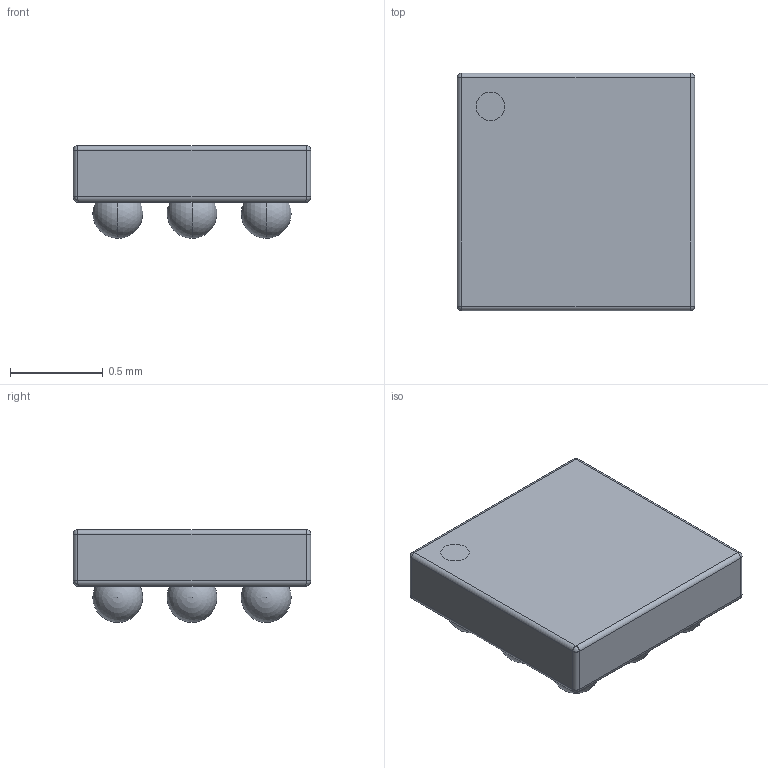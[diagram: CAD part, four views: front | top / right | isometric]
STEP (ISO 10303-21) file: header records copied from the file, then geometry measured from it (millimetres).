
FILE_DESCRIPTION(('CAx-IF Rec.Pracs.---Model Styling and Organization---1.5---2016-08-15','CAx-IF Rec.Pracs.---Geometric and Assembly Validation Properties---4.4---2016-08-17','CAx-IF Rec.Pracs.---User Defined Attributes---1.5---2016-08-15','CAx-IF Rec.Pracs.---External References---2.1---2005-01-19'),'2;1');
FILE_NAME('17968268.step','2025-07-31T01:00:07',('Unspecified'),('Unspecified'),'CAD Exchanger 3.10.2 (cadexchanger.com)','Unspecified','');
FILE_SCHEMA(('AUTOMOTIVE_DESIGN { 1 0 10303 214 1 1 1 1 }'));
Length unit declared in the file: millimetre
Products named in the file (1): BMM350
Bounding box: 1.28 x 1.28 x 0.5 mm (x, y, z)
Volume: 0.6 mm3; surface area: 6.8 mm2
Topology: 11 solids, 11 shells, 51 faces, 131 edges, 77 vertices
Faces by surface type: sphere 22, cylinder 16, plane 9, bspline 4
Entity records: 1970 total; most frequent: CARTESIAN_POINT 431, ORIENTED_EDGE 210, DIRECTION 208, EDGE_CURVE 105, AXIS2_PLACEMENT_3D 90, VERTEX_POINT 77, PRESENTATION_STYLE_ASSIGNMENT 62, SURFACE_STYLE_USAGE 62
